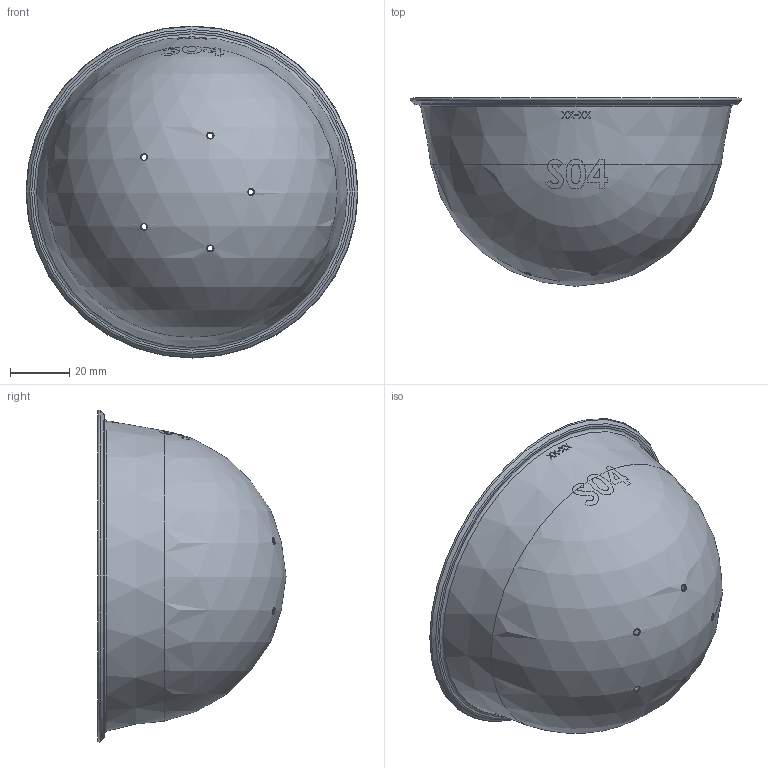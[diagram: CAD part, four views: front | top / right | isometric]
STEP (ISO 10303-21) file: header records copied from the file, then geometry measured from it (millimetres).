
FILE_DESCRIPTION (( 'STEP AP203' ), '1' );
FILE_NAME ('XMSGP030A10.02-036 NS04.STEP', '2017-06-26T23:59:16', ( '' ), ( '' ), 'SwSTEP 2.0', 'SolidWorks 2016', '' );
FILE_SCHEMA (( 'CONFIG_CONTROL_DESIGN' ));
Length unit declared in the file: millimetre
Products named in the file (1): XMSGP030A10.02-036 NS04
Bounding box: 112 x 63.5 x 112 mm (x, y, z)
Volume: 11084.3 mm3; surface area: 41502.3 mm2
Topology: 1 solids, 1 shells, 39 faces, 164 edges, 134 vertices
Faces by surface type: torus 15, cone 14, sphere 8, plane 2
Entity records: 2071 total; most frequent: CARTESIAN_POINT 792, ORIENTED_EDGE 276, DIRECTION 216, EDGE_CURVE 138, VERTEX_POINT 128, AXIS2_PLACEMENT_3D 108, EDGE_LOOP 76, CIRCLE 68
